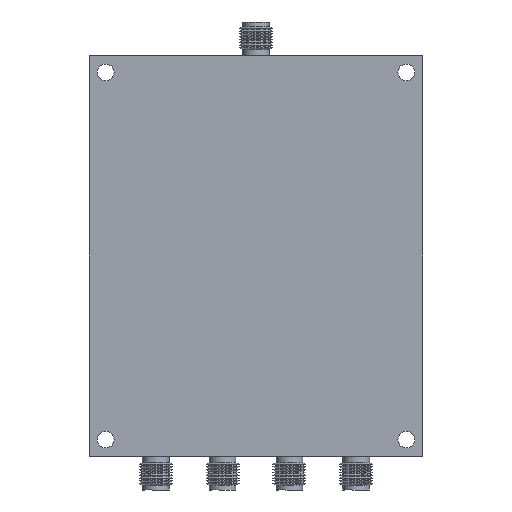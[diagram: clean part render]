
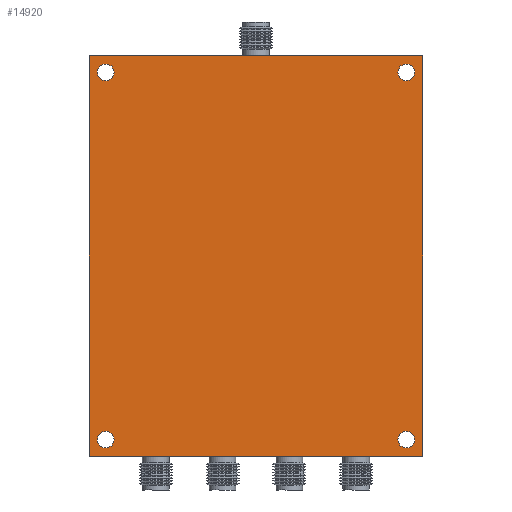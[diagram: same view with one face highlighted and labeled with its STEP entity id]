
A CAD part, front view. The second image highlights one B-rep face of the part: STEP entity #14920.
In plain terms, the highlighted planar face has unit normal (0, -1, 0).
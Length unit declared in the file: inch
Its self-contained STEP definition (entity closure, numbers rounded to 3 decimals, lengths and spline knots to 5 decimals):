
#421 = EDGE_CURVE ( 'NONE', #37388, #13095, #40785, .T. ) ;
#668 = ORIENTED_EDGE ( 'NONE', *, *, #36761, .T. ) ;
#729 = VECTOR ( 'NONE', #20542, 39.37008 ) ;
#1586 = EDGE_CURVE ( 'NONE', #2436, #32153, #7687, .T. ) ;
#1647 = CIRCLE ( 'NONE', #41807, 0.0625 ) ;
#1740 = DIRECTION ( 'NONE',  ( 0., 0., 1. ) ) ;
#1837 = DIRECTION ( 'NONE',  ( 0., 0., 1. ) ) ;
#2436 = VERTEX_POINT ( 'NONE', #2502 ) ;
#2502 = CARTESIAN_POINT ( 'NONE',  ( -4.63364, -0.20057, 4.67866 ) ) ;
#2768 = CARTESIAN_POINT ( 'NONE',  ( -4.63364, -0.20057, 1.92866 ) ) ;
#2822 = CARTESIAN_POINT ( 'NONE',  ( -2.38364, -0.20057, 1.86616 ) ) ;
#2871 = CIRCLE ( 'NONE', #17971, 0.0625 ) ;
#3764 = FACE_BOUND ( 'NONE', #24277, .T. ) ;
#3927 = DIRECTION ( 'NONE',  ( 0., 1., 0. ) ) ;
#4479 = CARTESIAN_POINT ( 'NONE',  ( -4.75864, -0.20057, 1.74116 ) ) ;
#5124 = EDGE_CURVE ( 'NONE', #14383, #29160, #23246, .T. ) ;
#5747 = CARTESIAN_POINT ( 'NONE',  ( -4.75864, -0.20057, 1.74116 ) ) ;
#6017 = AXIS2_PLACEMENT_3D ( 'NONE', #30581, #30793, #1740 ) ;
#6057 = CARTESIAN_POINT ( 'NONE',  ( -4.75864, -0.20057, 4.74116 ) ) ;
#6137 = FACE_OUTER_BOUND ( 'NONE', #9302, .T. ) ;
#6484 = DIRECTION ( 'NONE',  ( 0., 1., 0. ) ) ;
#6554 = ORIENTED_EDGE ( 'NONE', *, *, #36118, .F. ) ;
#6876 = EDGE_LOOP ( 'NONE', ( #33091, #22884 ) ) ;
#6961 = ORIENTED_EDGE ( 'NONE', *, *, #17322, .F. ) ;
#7069 = CARTESIAN_POINT ( 'NONE',  ( -4.63364, -0.20057, 4.55366 ) ) ;
#7213 = DIRECTION ( 'NONE',  ( 0., -1., 0. ) ) ;
#7377 = CARTESIAN_POINT ( 'NONE',  ( -4.75864, -0.20057, 4.74116 ) ) ;
#7567 = LINE ( 'NONE', #10627, #22618 ) ;
#7687 = CIRCLE ( 'NONE', #30490, 0.0625 ) ;
#7797 = CIRCLE ( 'NONE', #40335, 0.0625 ) ;
#8449 = VERTEX_POINT ( 'NONE', #9951 ) ;
#9302 = EDGE_LOOP ( 'NONE', ( #31265, #12573, #6961, #6554 ) ) ;
#9719 = EDGE_CURVE ( 'NONE', #32153, #2436, #33900, .T. ) ;
#9951 = CARTESIAN_POINT ( 'NONE',  ( -2.25864, -0.20057, 1.74116 ) ) ;
#9974 = ORIENTED_EDGE ( 'NONE', *, *, #21665, .T. ) ;
#10627 = CARTESIAN_POINT ( 'NONE',  ( -2.25864, -0.20057, 4.74116 ) ) ;
#11213 = LINE ( 'NONE', #4479, #24795 ) ;
#12363 = VERTEX_POINT ( 'NONE', #16681 ) ;
#12573 = ORIENTED_EDGE ( 'NONE', *, *, #29532, .F. ) ;
#12810 = DIRECTION ( 'NONE',  ( 0., 1., 0. ) ) ;
#13095 = VERTEX_POINT ( 'NONE', #41258 ) ;
#13506 = ORIENTED_EDGE ( 'NONE', *, *, #9719, .T. ) ;
#13548 = VECTOR ( 'NONE', #16242, 39.37008 ) ;
#14267 = DIRECTION ( 'NONE',  ( 0., 0., -1. ) ) ;
#14383 = VERTEX_POINT ( 'NONE', #39883 ) ;
#14920 = ADVANCED_FACE ( 'NONE', ( #16717, #36034, #22967, #3764, #6137 ), #32971, .T. ) ;
#15270 = EDGE_CURVE ( 'NONE', #32212, #32427, #33134, .T. ) ;
#15715 = ORIENTED_EDGE ( 'NONE', *, *, #39078, .T. ) ;
#15914 = VERTEX_POINT ( 'NONE', #24359 ) ;
#16242 = DIRECTION ( 'NONE',  ( 0., 0., 1. ) ) ;
#16681 = CARTESIAN_POINT ( 'NONE',  ( -2.25864, -0.20057, 4.74116 ) ) ;
#16717 = FACE_BOUND ( 'NONE', #38913, .T. ) ;
#17096 = DIRECTION ( 'NONE',  ( 0., 0., 1. ) ) ;
#17116 = ORIENTED_EDGE ( 'NONE', *, *, #1586, .T. ) ;
#17322 = EDGE_CURVE ( 'NONE', #12363, #8449, #7567, .T. ) ;
#17971 = AXIS2_PLACEMENT_3D ( 'NONE', #23858, #26925, #29998 ) ;
#18946 = CARTESIAN_POINT ( 'NONE',  ( -2.38364, -0.20057, 4.61616 ) ) ;
#19503 = EDGE_LOOP ( 'NONE', ( #17116, #13506 ) ) ;
#20055 = ORIENTED_EDGE ( 'NONE', *, *, #5124, .T. ) ;
#20262 = CARTESIAN_POINT ( 'NONE',  ( -2.38364, -0.20057, 4.67866 ) ) ;
#20406 = AXIS2_PLACEMENT_3D ( 'NONE', #31235, #7213, #24025 ) ;
#20542 = DIRECTION ( 'NONE',  ( 1., 0., 0. ) ) ;
#20589 = CARTESIAN_POINT ( 'NONE',  ( -4.63364, -0.20057, 1.86616 ) ) ;
#21665 = EDGE_CURVE ( 'NONE', #29160, #14383, #7797, .T. ) ;
#22222 = DIRECTION ( 'NONE',  ( 0., 0., 1. ) ) ;
#22618 = VECTOR ( 'NONE', #14267, 39.37008 ) ;
#22884 = ORIENTED_EDGE ( 'NONE', *, *, #42174, .T. ) ;
#22967 = FACE_BOUND ( 'NONE', #6876, .T. ) ;
#23246 = CIRCLE ( 'NONE', #6017, 0.0625 ) ;
#23687 = CIRCLE ( 'NONE', #36219, 0.0625 ) ;
#23858 = CARTESIAN_POINT ( 'NONE',  ( -4.63364, -0.20057, 1.86616 ) ) ;
#24025 = DIRECTION ( 'NONE',  ( 0., 0., -1. ) ) ;
#24277 = EDGE_LOOP ( 'NONE', ( #20055, #9974 ) ) ;
#24318 = DIRECTION ( 'NONE',  ( -1., 0., 0. ) ) ;
#24359 = CARTESIAN_POINT ( 'NONE',  ( -4.63364, -0.20057, 1.80366 ) ) ;
#24795 = VECTOR ( 'NONE', #24318, 39.37008 ) ;
#25813 = DIRECTION ( 'NONE',  ( 0., 1., 0. ) ) ;
#25827 = DIRECTION ( 'NONE',  ( 0., 0., 1. ) ) ;
#26258 = AXIS2_PLACEMENT_3D ( 'NONE', #36157, #6484, #22222 ) ;
#26925 = DIRECTION ( 'NONE',  ( 0., 1., 0. ) ) ;
#29024 = DIRECTION ( 'NONE',  ( 0., 0., 1. ) ) ;
#29160 = VERTEX_POINT ( 'NONE', #29165 ) ;
#29165 = CARTESIAN_POINT ( 'NONE',  ( -2.38364, -0.20057, 1.80366 ) ) ;
#29532 = EDGE_CURVE ( 'NONE', #8449, #32212, #11213, .T. ) ;
#29998 = DIRECTION ( 'NONE',  ( 0., 0., 1. ) ) ;
#30490 = AXIS2_PLACEMENT_3D ( 'NONE', #40113, #3927, #17096 ) ;
#30581 = CARTESIAN_POINT ( 'NONE',  ( -2.38364, -0.20057, 1.86616 ) ) ;
#30793 = DIRECTION ( 'NONE',  ( 0., 1., 0. ) ) ;
#31235 = CARTESIAN_POINT ( 'NONE',  ( -4.75864, -0.20057, 4.74116 ) ) ;
#31265 = ORIENTED_EDGE ( 'NONE', *, *, #15270, .F. ) ;
#32153 = VERTEX_POINT ( 'NONE', #7069 ) ;
#32212 = VERTEX_POINT ( 'NONE', #5747 ) ;
#32427 = VERTEX_POINT ( 'NONE', #6057 ) ;
#32971 = PLANE ( 'NONE',  #20406 ) ;
#33091 = ORIENTED_EDGE ( 'NONE', *, *, #421, .T. ) ;
#33134 = LINE ( 'NONE', #39697, #13548 ) ;
#33838 = DIRECTION ( 'NONE',  ( 0., 1., 0. ) ) ;
#33900 = CIRCLE ( 'NONE', #40173, 0.0625 ) ;
#36034 = FACE_BOUND ( 'NONE', #19503, .T. ) ;
#36118 = EDGE_CURVE ( 'NONE', #32427, #12363, #37067, .T. ) ;
#36157 = CARTESIAN_POINT ( 'NONE',  ( -2.38364, -0.20057, 4.61616 ) ) ;
#36219 = AXIS2_PLACEMENT_3D ( 'NONE', #20589, #33838, #41687 ) ;
#36261 = VERTEX_POINT ( 'NONE', #2768 ) ;
#36761 = EDGE_CURVE ( 'NONE', #36261, #15914, #2871, .T. ) ;
#37067 = LINE ( 'NONE', #7377, #729 ) ;
#37388 = VERTEX_POINT ( 'NONE', #20262 ) ;
#38293 = CARTESIAN_POINT ( 'NONE',  ( -4.63364, -0.20057, 4.61616 ) ) ;
#38913 = EDGE_LOOP ( 'NONE', ( #668, #15715 ) ) ;
#39078 = EDGE_CURVE ( 'NONE', #15914, #36261, #23687, .T. ) ;
#39697 = CARTESIAN_POINT ( 'NONE',  ( -4.75864, -0.20057, 4.74116 ) ) ;
#39883 = CARTESIAN_POINT ( 'NONE',  ( -2.38364, -0.20057, 1.92866 ) ) ;
#40113 = CARTESIAN_POINT ( 'NONE',  ( -4.63364, -0.20057, 4.61616 ) ) ;
#40173 = AXIS2_PLACEMENT_3D ( 'NONE', #38293, #25813, #1837 ) ;
#40335 = AXIS2_PLACEMENT_3D ( 'NONE', #2822, #12810, #29024 ) ;
#40785 = CIRCLE ( 'NONE', #26258, 0.0625 ) ;
#41258 = CARTESIAN_POINT ( 'NONE',  ( -2.38364, -0.20057, 4.55366 ) ) ;
#41687 = DIRECTION ( 'NONE',  ( 0., 0., 1. ) ) ;
#41807 = AXIS2_PLACEMENT_3D ( 'NONE', #18946, #42166, #25827 ) ;
#42166 = DIRECTION ( 'NONE',  ( 0., 1., 0. ) ) ;
#42174 = EDGE_CURVE ( 'NONE', #13095, #37388, #1647, .T. ) ;
